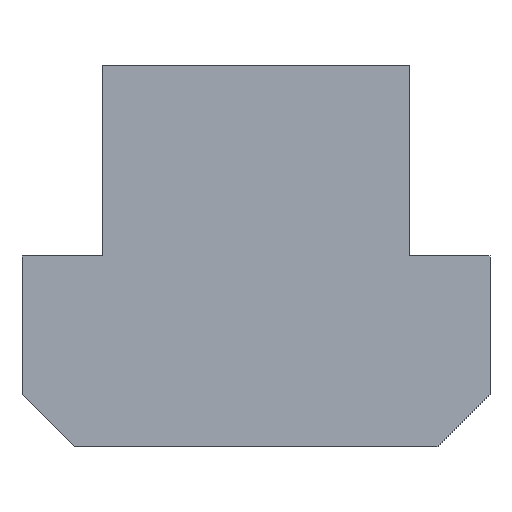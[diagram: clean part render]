
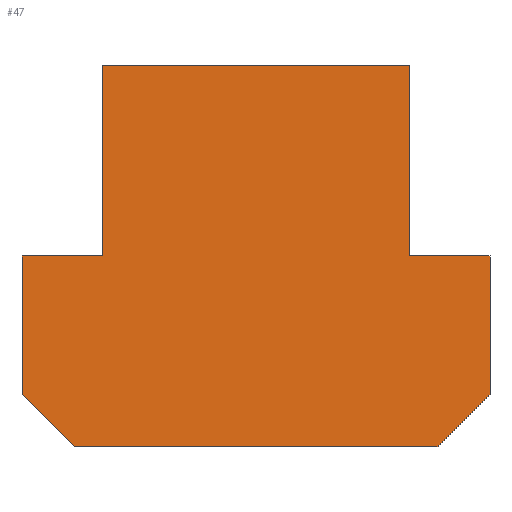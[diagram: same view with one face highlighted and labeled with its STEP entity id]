
A CAD part, front view. The second image highlights one B-rep face of the part: STEP entity #47.
In plain terms, the highlighted planar face has unit normal (0.707, -0.707, 0).
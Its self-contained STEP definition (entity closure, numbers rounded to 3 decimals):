
#47=ADVANCED_FACE('',(#99),#100,.F.);
#99=FACE_OUTER_BOUND('',#156,.T.);
#100=PLANE('',#157);
#156=EDGE_LOOP('',(#219,#220,#221,#222,#223,#224,#225,#226,#227,#228));
#157=AXIS2_PLACEMENT_3D('',#229,#230,#231);
#219=ORIENTED_EDGE('',*,*,#364,.F.);
#220=ORIENTED_EDGE('',*,*,#365,.F.);
#221=ORIENTED_EDGE('',*,*,#366,.F.);
#222=ORIENTED_EDGE('',*,*,#367,.F.);
#223=ORIENTED_EDGE('',*,*,#368,.F.);
#224=ORIENTED_EDGE('',*,*,#369,.F.);
#225=ORIENTED_EDGE('',*,*,#370,.F.);
#226=ORIENTED_EDGE('',*,*,#352,.F.);
#227=ORIENTED_EDGE('',*,*,#371,.F.);
#228=ORIENTED_EDGE('',*,*,#372,.F.);
#229=CARTESIAN_POINT('',(-27.0,-52.102,-22.0));
#230=DIRECTION('',(-0.707,0.707,0.0));
#231=DIRECTION('',(0.0,0.0,1.0));
#352=EDGE_CURVE('',#412,#413,#414,.T.);
#364=EDGE_CURVE('',#433,#434,#435,.T.);
#365=EDGE_CURVE('',#436,#433,#437,.T.);
#366=EDGE_CURVE('',#438,#436,#439,.T.);
#367=EDGE_CURVE('',#440,#438,#441,.T.);
#368=EDGE_CURVE('',#442,#440,#443,.T.);
#369=EDGE_CURVE('',#444,#442,#445,.T.);
#370=EDGE_CURVE('',#413,#444,#446,.T.);
#371=EDGE_CURVE('',#447,#412,#448,.T.);
#372=EDGE_CURVE('',#434,#447,#449,.T.);
#412=VERTEX_POINT('',#501);
#413=VERTEX_POINT('',#502);
#414=LINE('',#503,#504);
#433=VERTEX_POINT('',#528);
#434=VERTEX_POINT('',#529);
#435=LINE('',#530,#531);
#436=VERTEX_POINT('',#532);
#437=LINE('',#533,#534);
#438=VERTEX_POINT('',#535);
#439=LINE('',#536,#537);
#440=VERTEX_POINT('',#538);
#441=LINE('',#539,#540);
#442=VERTEX_POINT('',#541);
#443=LINE('',#542,#543);
#444=VERTEX_POINT('',#544);
#445=LINE('',#545,#546);
#446=LINE('',#547,#548);
#447=VERTEX_POINT('',#549);
#448=LINE('',#550,#551);
#449=LINE('',#552,#553);
#501=CARTESIAN_POINT('',(17.75,-7.352,22.0));
#502=CARTESIAN_POINT('',(17.75,-7.352,0.));
#503=CARTESIAN_POINT('',(17.75,-7.352,0.));
#504=VECTOR('',#623,1.0);
#528=CARTESIAN_POINT('',(-27.0,-52.102,0.));
#529=CARTESIAN_POINT('',(-17.75,-42.852,0.));
#530=CARTESIAN_POINT('',(-13.974,-39.077,0.));
#531=VECTOR('',#638,1.0);
#532=CARTESIAN_POINT('',(-27.0,-52.102,-16.));
#533=CARTESIAN_POINT('',(-27.0,-52.102,-19.0));
#534=VECTOR('',#639,1.0);
#535=CARTESIAN_POINT('',(-21.,-46.102,-22.0));
#536=CARTESIAN_POINT('',(-15.316,-40.419,-27.684));
#537=VECTOR('',#640,1.0);
#538=CARTESIAN_POINT('',(21.0,-4.102,-22.0));
#539=CARTESIAN_POINT('',(-1.974,-27.077,-22.0));
#540=VECTOR('',#641,1.0);
#541=CARTESIAN_POINT('',(27.0,1.898,-16.));
#542=CARTESIAN_POINT('',(5.684,-19.419,-37.316));
#543=VECTOR('',#642,1.0);
#544=CARTESIAN_POINT('',(27.0,1.898,0.));
#545=CARTESIAN_POINT('',(27.0,1.898,-19.0));
#546=VECTOR('',#643,1.0);
#547=CARTESIAN_POINT('',(-0.474,-25.577,0.));
#548=VECTOR('',#644,1.0);
#549=CARTESIAN_POINT('',(-17.75,-42.852,22.0));
#550=CARTESIAN_POINT('',(-11.662,-36.764,22.0));
#551=VECTOR('',#645,1.0);
#552=CARTESIAN_POINT('',(-17.75,-42.852,-11.0));
#553=VECTOR('',#646,1.0);
#623=DIRECTION('',(0.0,0.0,-1.0));
#638=DIRECTION('',(0.707,0.707,0.));
#639=DIRECTION('',(0.0,0.0,1.0));
#640=DIRECTION('',(-0.577,-0.577,0.577));
#641=DIRECTION('',(-0.707,-0.707,0.));
#642=DIRECTION('',(-0.577,-0.577,-0.577));
#643=DIRECTION('',(0.0,0.0,-1.0));
#644=DIRECTION('',(0.707,0.707,0.));
#645=DIRECTION('',(0.707,0.707,0.));
#646=DIRECTION('',(0.0,0.0,1.0));
